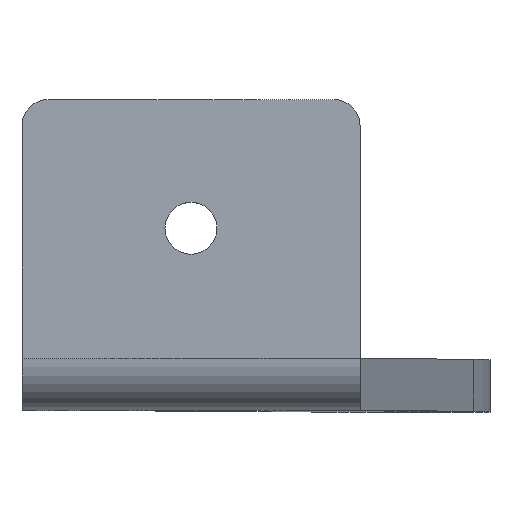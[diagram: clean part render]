
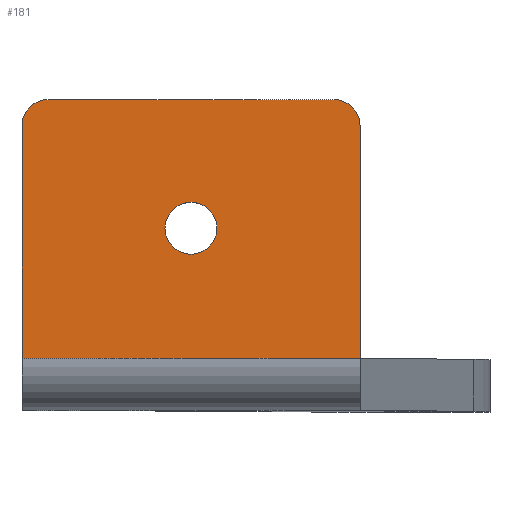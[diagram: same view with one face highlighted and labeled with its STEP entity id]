
A CAD part, top view. The second image highlights one B-rep face of the part: STEP entity #181.
In plain terms, the highlighted planar face has unit normal (0, 0, 1).
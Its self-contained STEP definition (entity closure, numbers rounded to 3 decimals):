
#57 = ORIENTED_EDGE ( 'NONE', *, *, #112, .F. ) ;
#58 = ORIENTED_EDGE ( 'NONE', *, *, #636, .F. ) ;
#59 = ORIENTED_EDGE ( 'NONE', *, *, #113, .F. ) ;
#60 = ORIENTED_EDGE ( 'NONE', *, *, #114, .T. ) ;
#61 = ORIENTED_EDGE ( 'NONE', *, *, #109, .T. ) ;
#62 = ORIENTED_EDGE ( 'NONE', *, *, #115, .T. ) ;
#63 = ORIENTED_EDGE ( 'NONE', *, *, #116, .T. ) ;
#64 = ORIENTED_EDGE ( 'NONE', *, *, #117, .F. ) ;
#109 = EDGE_CURVE ( 'NONE', #574, #573, #785, .T. ) ;
#112 = EDGE_CURVE ( 'NONE', #569, #548, #795, .T. ) ;
#113 = EDGE_CURVE ( 'NONE', #588, #582, #797, .T. ) ;
#114 = EDGE_CURVE ( 'NONE', #588, #574, #798, .T. ) ;
#115 = EDGE_CURVE ( 'NONE', #573, #580, #800, .T. ) ;
#116 = EDGE_CURVE ( 'NONE', #580, #551, #801, .T. ) ;
#117 = EDGE_CURVE ( 'NONE', #582, #551, #802, .T. ) ;
#147 = AXIS2_PLACEMENT_3D ( 'NONE', #538, #531, #522 ) ;
#181 = ADVANCED_FACE ( 'NONE', ( #834, #838 ), #357, .F. ) ;
#245 = CARTESIAN_POINT ( 'NONE',  ( 13., 10.95, 0. ) ) ;
#250 = CARTESIAN_POINT ( 'NONE',  ( 13., 2., 0. ) ) ;
#252 = CARTESIAN_POINT ( 'NONE',  ( 0., 10.95, 0. ) ) ;
#257 = CARTESIAN_POINT ( 'NONE',  ( 12., 11.95, 0. ) ) ;
#258 = CARTESIAN_POINT ( 'NONE',  ( 1., 11.95, 0. ) ) ;
#262 = CARTESIAN_POINT ( 'NONE',  ( 7.5, 7., 0. ) ) ;
#278 = CARTESIAN_POINT ( 'NONE',  ( 0., 2., 0. ) ) ;
#282 = CARTESIAN_POINT ( 'NONE',  ( 5.5, 7., 0. ) ) ;
#355 = DIRECTION ( 'NONE',  ( 0., 1., 0. ) ) ;
#357 = PLANE ( 'NONE',  #600 ) ;
#359 = CARTESIAN_POINT ( 'NONE',  ( 18., 11.95, 0. ) ) ;
#362 = DIRECTION ( 'NONE',  ( 0., 0., -1. ) ) ;
#461 = DIRECTION ( 'NONE',  ( -1., 0., 0. ) ) ;
#466 = CARTESIAN_POINT ( 'NONE',  ( 18., 2., 0. ) ) ;
#469 = DIRECTION ( 'NONE',  ( 0., 1., 0. ) ) ;
#470 = DIRECTION ( 'NONE',  ( 0., 0., 1. ) ) ;
#471 = CARTESIAN_POINT ( 'NONE',  ( 1., 10.95, 0. ) ) ;
#478 = DIRECTION ( 'NONE',  ( 0., 1., 0. ) ) ;
#479 = DIRECTION ( 'NONE',  ( 0., 0., 1. ) ) ;
#482 = CARTESIAN_POINT ( 'NONE',  ( 12., 10.95, 0. ) ) ;
#484 = DIRECTION ( 'NONE',  ( 0., -1., 0. ) ) ;
#487 = CARTESIAN_POINT ( 'NONE',  ( 0., 11.95, 0. ) ) ;
#493 = DIRECTION ( 'NONE',  ( 1., 0., 0. ) ) ;
#494 = DIRECTION ( 'NONE',  ( 0., 0., 1. ) ) ;
#497 = CARTESIAN_POINT ( 'NONE',  ( 6.5, 7., 0. ) ) ;
#510 = CARTESIAN_POINT ( 'NONE',  ( 13., -10.972, 0. ) ) ;
#516 = CARTESIAN_POINT ( 'NONE',  ( 18., 11.95, 0. ) ) ;
#521 = DIRECTION ( 'NONE',  ( -1., 0., 0. ) ) ;
#522 = DIRECTION ( 'NONE',  ( 1., 0., 0. ) ) ;
#531 = DIRECTION ( 'NONE',  ( 0., 0., 1. ) ) ;
#535 = DIRECTION ( 'NONE',  ( 0., -1., 0. ) ) ;
#538 = CARTESIAN_POINT ( 'NONE',  ( 6.5, 7., 0. ) ) ;
#548 = VERTEX_POINT ( 'NONE', #282 ) ;
#551 = VERTEX_POINT ( 'NONE', #278 ) ;
#569 = VERTEX_POINT ( 'NONE', #262 ) ;
#573 = VERTEX_POINT ( 'NONE', #258 ) ;
#574 = VERTEX_POINT ( 'NONE', #257 ) ;
#580 = VERTEX_POINT ( 'NONE', #252 ) ;
#582 = VERTEX_POINT ( 'NONE', #250 ) ;
#588 = VERTEX_POINT ( 'NONE', #245 ) ;
#600 = AXIS2_PLACEMENT_3D ( 'NONE', #359, #362, #355 ) ;
#611 = AXIS2_PLACEMENT_3D ( 'NONE', #471, #470, #469 ) ;
#612 = AXIS2_PLACEMENT_3D ( 'NONE', #482, #479, #478 ) ;
#613 = AXIS2_PLACEMENT_3D ( 'NONE', #497, #494, #493 ) ;
#636 = EDGE_CURVE ( 'NONE', #548, #569, #892, .T. ) ;
#724 = EDGE_LOOP ( 'NONE', ( #57, #58 ) ) ;
#736 = EDGE_LOOP ( 'NONE', ( #59, #60, #61, #62, #63, #64 ) ) ;
#785 = LINE ( 'NONE', #516, #792 ) ;
#792 = VECTOR ( 'NONE', #521, 1000. ) ;
#795 = CIRCLE ( 'NONE', #613, 1. ) ;
#797 = LINE ( 'NONE', #510, #799 ) ;
#798 = CIRCLE ( 'NONE', #612, 1. ) ;
#799 = VECTOR ( 'NONE', #535, 1000. ) ;
#800 = CIRCLE ( 'NONE', #611, 1. ) ;
#801 = LINE ( 'NONE', #487, #803 ) ;
#802 = LINE ( 'NONE', #466, #805 ) ;
#803 = VECTOR ( 'NONE', #484, 1000. ) ;
#805 = VECTOR ( 'NONE', #461, 1000. ) ;
#834 = FACE_BOUND ( 'NONE', #724, .T. ) ;
#838 = FACE_OUTER_BOUND ( 'NONE', #736, .T. ) ;
#892 = CIRCLE ( 'NONE', #147, 1. ) ;
